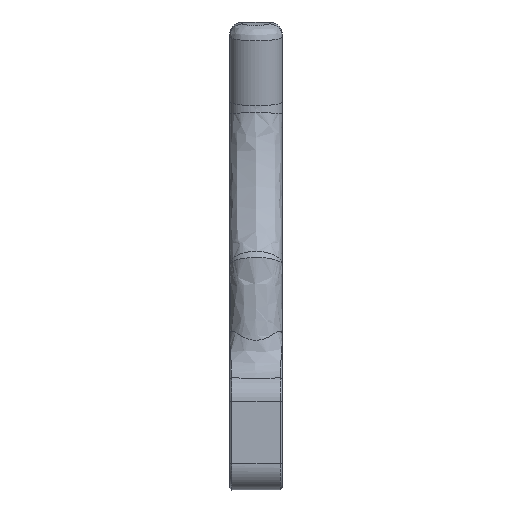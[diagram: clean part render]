
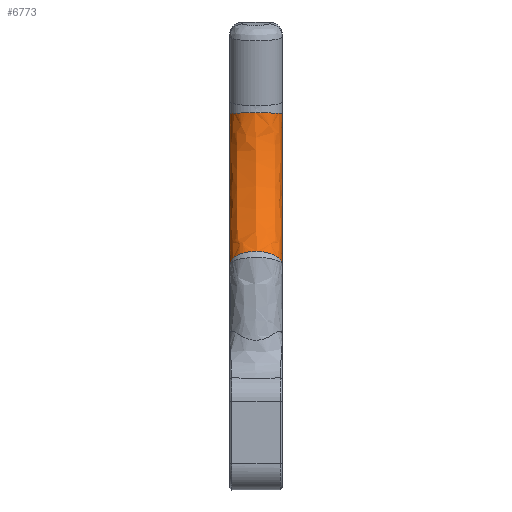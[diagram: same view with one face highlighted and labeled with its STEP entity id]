
A CAD part, left-side view. The second image highlights one B-rep face of the part: STEP entity #6773.
In plain terms, the highlighted free-form (B-spline) face has degree [2, 2] with [5, 3] control points.
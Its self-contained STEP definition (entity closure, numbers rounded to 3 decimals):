
#36=(
BOUNDED_SURFACE()
B_SPLINE_SURFACE(2,2,((#16056,#16057,#16058),(#16059,#16060,#16061),(#16062,
#16063,#16064),(#16065,#16066,#16067),(#16068,#16069,#16070)),
 .UNSPECIFIED.,.F.,.F.,.F.)
B_SPLINE_SURFACE_WITH_KNOTS((3,2,3),(3,3),(0.,1.571,
3.142),(0.,0.623),.UNSPECIFIED.)
GEOMETRIC_REPRESENTATION_ITEM()
RATIONAL_B_SPLINE_SURFACE(((1.,0.952,1.),(0.707,
0.673,0.707),(1.,0.952,1.),(0.707,
0.673,0.707),(1.,0.952,1.)))
REPRESENTATION_ITEM('')
SURFACE()
);
#45=ELLIPSE('',#7387,6.,5.);
#47=ELLIPSE('',#7389,6.,5.);
#383=CIRCLE('',#7036,60.);
#387=CIRCLE('',#7041,60.);
#1033=FACE_OUTER_BOUND('',#1453,.T.);
#1453=EDGE_LOOP('',(#5387,#5388,#5389,#5390));
#2710=VERTEX_POINT('',#10899);
#2711=VERTEX_POINT('',#10901);
#2715=VERTEX_POINT('',#10911);
#2716=VERTEX_POINT('',#10913);
#3390=EDGE_CURVE('',#2711,#2710,#383,.T.);
#3396=EDGE_CURVE('',#2715,#2716,#387,.T.);
#3821=EDGE_CURVE('',#2716,#2710,#45,.T.);
#3823=EDGE_CURVE('',#2711,#2715,#47,.T.);
#5387=ORIENTED_EDGE('',*,*,#3823,.F.);
#5388=ORIENTED_EDGE('',*,*,#3390,.T.);
#5389=ORIENTED_EDGE('',*,*,#3821,.F.);
#5390=ORIENTED_EDGE('',*,*,#3396,.F.);
#6773=ADVANCED_FACE('',(#1033),#36,.T.);
#7036=AXIS2_PLACEMENT_3D('',#10902,#7903,#7904);
#7041=AXIS2_PLACEMENT_3D('',#10914,#7915,#7916);
#7387=AXIS2_PLACEMENT_3D('',#16043,#8753,#8754);
#7389=AXIS2_PLACEMENT_3D('',#16055,#8757,#8758);
#7903=DIRECTION('center_axis',(0.,0.,
-1.));
#7904=DIRECTION('ref_axis',(0.111,0.994,0.));
#7915=DIRECTION('center_axis',(0.,0.,
-1.));
#7916=DIRECTION('ref_axis',(0.111,0.994,0.));
#8753=DIRECTION('center_axis',(0.742,-0.67,0.));
#8754=DIRECTION('ref_axis',(0.,0.,
1.));
#8757=DIRECTION('center_axis',(-0.994,0.111,0.));
#8758=DIRECTION('ref_axis',(0.,0.,
1.));
#10899=CARTESIAN_POINT('',(60.465,-69.002,-29.));
#10901=CARTESIAN_POINT('',(26.92,-53.92,-29.));
#10902=CARTESIAN_POINT('Origin',(20.273,-113.551,-29.));
#10911=CARTESIAN_POINT('',(26.92,-53.92,-17.));
#10913=CARTESIAN_POINT('',(60.465,-69.002,-17.));
#10914=CARTESIAN_POINT('Origin',(20.273,-113.551,-17.));
#16043=CARTESIAN_POINT('Origin',(60.465,-69.002,-23.));
#16055=CARTESIAN_POINT('Origin',(26.92,-53.92,-23.));
#16056=CARTESIAN_POINT('Ctrl Pts',(26.92,-53.92,-17.));
#16057=CARTESIAN_POINT('Ctrl Pts',(46.121,-56.061,-17.));
#16058=CARTESIAN_POINT('Ctrl Pts',(60.465,-69.002,-17.));
#16059=CARTESIAN_POINT('Ctrl Pts',(26.366,-58.89,-17.));
#16060=CARTESIAN_POINT('Ctrl Pts',(43.967,-60.852,-17.));
#16061=CARTESIAN_POINT('Ctrl Pts',(57.115,-72.714,-17.));
#16062=CARTESIAN_POINT('Ctrl Pts',(26.366,-58.89,-23.));
#16063=CARTESIAN_POINT('Ctrl Pts',(43.967,-60.852,-23.));
#16064=CARTESIAN_POINT('Ctrl Pts',(57.115,-72.714,-23.));
#16065=CARTESIAN_POINT('Ctrl Pts',(26.366,-58.89,-29.));
#16066=CARTESIAN_POINT('Ctrl Pts',(43.967,-60.852,-29.));
#16067=CARTESIAN_POINT('Ctrl Pts',(57.115,-72.714,-29.));
#16068=CARTESIAN_POINT('Ctrl Pts',(26.92,-53.92,-29.));
#16069=CARTESIAN_POINT('Ctrl Pts',(46.121,-56.061,-29.));
#16070=CARTESIAN_POINT('Ctrl Pts',(60.465,-69.002,-29.));
